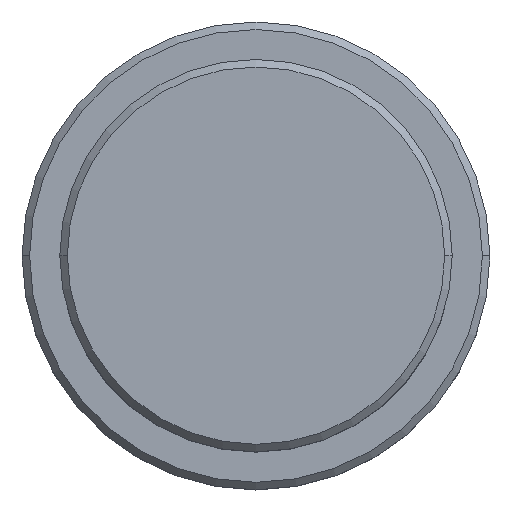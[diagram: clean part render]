
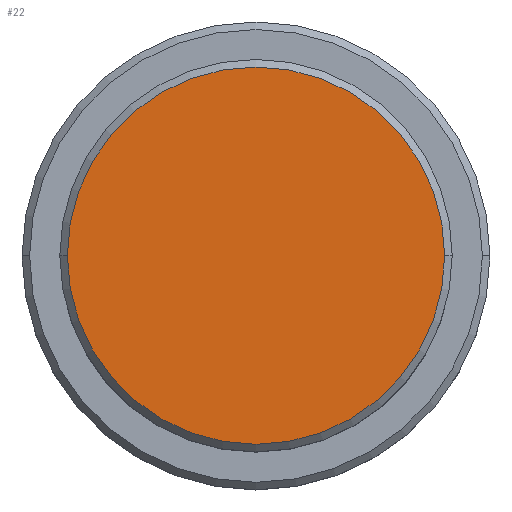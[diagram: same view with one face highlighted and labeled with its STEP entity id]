
A CAD part, top view. The second image highlights one B-rep face of the part: STEP entity #22.
In plain terms, the highlighted planar face has unit normal (0, 0, 1).
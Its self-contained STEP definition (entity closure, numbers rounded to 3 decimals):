
#5 = CARTESIAN_POINT ( 'NONE',  ( 0., 0., 0. ) ) ;
#17 = AXIS2_PLACEMENT_3D ( 'NONE', #305, #1178, #895 ) ;
#22 = ADVANCED_FACE ( 'NONE', ( #1196 ), #1086, .T. ) ;
#43 = DIRECTION ( 'NONE',  ( 1., 0., 0. ) ) ;
#305 = CARTESIAN_POINT ( 'NONE',  ( 0., 0., 0. ) ) ;
#334 = CIRCLE ( 'NONE', #1302, 12.5 ) ;
#396 = CARTESIAN_POINT ( 'NONE',  ( 0., 0., 0. ) ) ;
#426 = VERTEX_POINT ( 'NONE', #591 ) ;
#431 = DIRECTION ( 'NONE',  ( 0., 0., 1. ) ) ;
#492 = ORIENTED_EDGE ( 'NONE', *, *, #773, .T. ) ;
#591 = CARTESIAN_POINT ( 'NONE',  ( -12.5, 0., 0. ) ) ;
#665 = EDGE_LOOP ( 'NONE', ( #492, #838 ) ) ;
#773 = EDGE_CURVE ( 'NONE', #426, #1212, #334, .T. ) ;
#802 = CARTESIAN_POINT ( 'NONE',  ( 12.5, 0., 0. ) ) ;
#838 = ORIENTED_EDGE ( 'NONE', *, *, #843, .T. ) ;
#843 = EDGE_CURVE ( 'NONE', #1212, #426, #1281, .T. ) ;
#888 = DIRECTION ( 'NONE',  ( 1., 0., 0. ) ) ;
#895 = DIRECTION ( 'NONE',  ( 1., 0., 0. ) ) ;
#1043 = DIRECTION ( 'NONE',  ( 0., 0., 1. ) ) ;
#1086 = PLANE ( 'NONE',  #1130 ) ;
#1130 = AXIS2_PLACEMENT_3D ( 'NONE', #5, #431, #888 ) ;
#1178 = DIRECTION ( 'NONE',  ( 0., 0., 1. ) ) ;
#1196 = FACE_OUTER_BOUND ( 'NONE', #665, .T. ) ;
#1212 = VERTEX_POINT ( 'NONE', #802 ) ;
#1281 = CIRCLE ( 'NONE', #17, 12.5 ) ;
#1302 = AXIS2_PLACEMENT_3D ( 'NONE', #396, #1043, #43 ) ;
